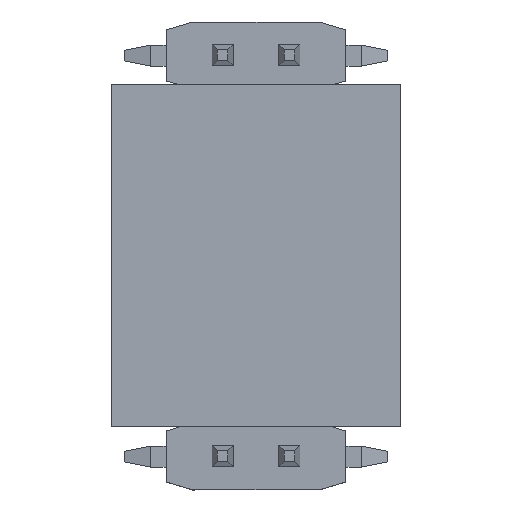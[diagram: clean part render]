
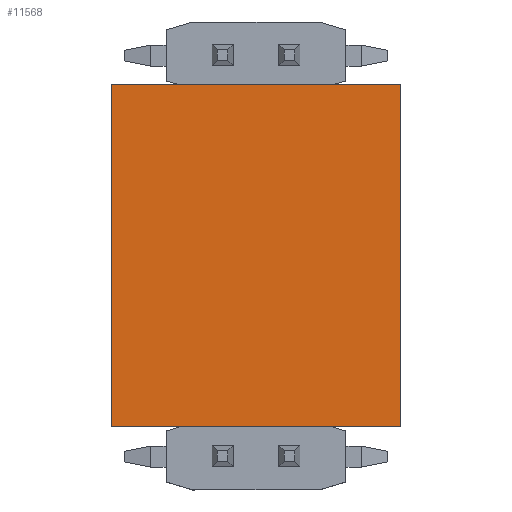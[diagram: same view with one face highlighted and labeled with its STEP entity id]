
A CAD part, top view. The second image highlights one B-rep face of the part: STEP entity #11568.
In plain terms, the highlighted planar face has unit normal (0, 0, 1).
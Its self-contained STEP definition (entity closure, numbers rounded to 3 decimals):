
#1552=ORIENTED_EDGE('',*,*,#3459,.T.);
#1553=ORIENTED_EDGE('',*,*,#3460,.F.);
#1554=ORIENTED_EDGE('',*,*,#3461,.F.);
#1555=ORIENTED_EDGE('',*,*,#3462,.T.);
#3459=EDGE_CURVE('',#4438,#4439,#5435,.T.);
#3460=EDGE_CURVE('',#4440,#4439,#5436,.T.);
#3461=EDGE_CURVE('',#4441,#4440,#5437,.T.);
#3462=EDGE_CURVE('',#4441,#4438,#5438,.T.);
#4438=VERTEX_POINT('',#16134);
#4439=VERTEX_POINT('',#16135);
#4440=VERTEX_POINT('',#16137);
#4441=VERTEX_POINT('',#16139);
#5435=LINE('',#16133,#6551);
#5436=LINE('',#16136,#6552);
#5437=LINE('',#16138,#6553);
#5438=LINE('',#16140,#6554);
#6551=VECTOR('',#13594,1000.);
#6552=VECTOR('',#13595,1000.);
#6553=VECTOR('',#13596,1000.);
#6554=VECTOR('',#13597,1000.);
#7178=EDGE_LOOP('',(#1552,#1553,#1554,#1555));
#7650=FACE_BOUND('',#7178,.T.);
#8099=PLANE('',#12039);
#11568=ADVANCED_FACE('',(#7650),#8099,.F.);
#12039=AXIS2_PLACEMENT_3D('',#16132,#13592,#13593);
#13592=DIRECTION('',(0.,0.,-1.));
#13593=DIRECTION('',(0.,1.,0.));
#13594=DIRECTION('',(0.,1.,0.));
#13595=DIRECTION('',(1.,0.,0.));
#13596=DIRECTION('',(0.,1.,0.));
#13597=DIRECTION('',(1.,0.,0.));
#16132=CARTESIAN_POINT('',(-3.25,-2.75,5.055));
#16133=CARTESIAN_POINT('',(3.25,-2.75,5.055));
#16134=CARTESIAN_POINT('',(3.25,-2.75,5.055));
#16135=CARTESIAN_POINT('',(3.25,2.75,5.055));
#16136=CARTESIAN_POINT('',(-3.25,2.75,5.055));
#16137=CARTESIAN_POINT('',(-3.25,2.75,5.055));
#16138=CARTESIAN_POINT('',(-3.25,-2.75,5.055));
#16139=CARTESIAN_POINT('',(-3.25,-2.75,5.055));
#16140=CARTESIAN_POINT('',(-3.25,-2.75,5.055));
